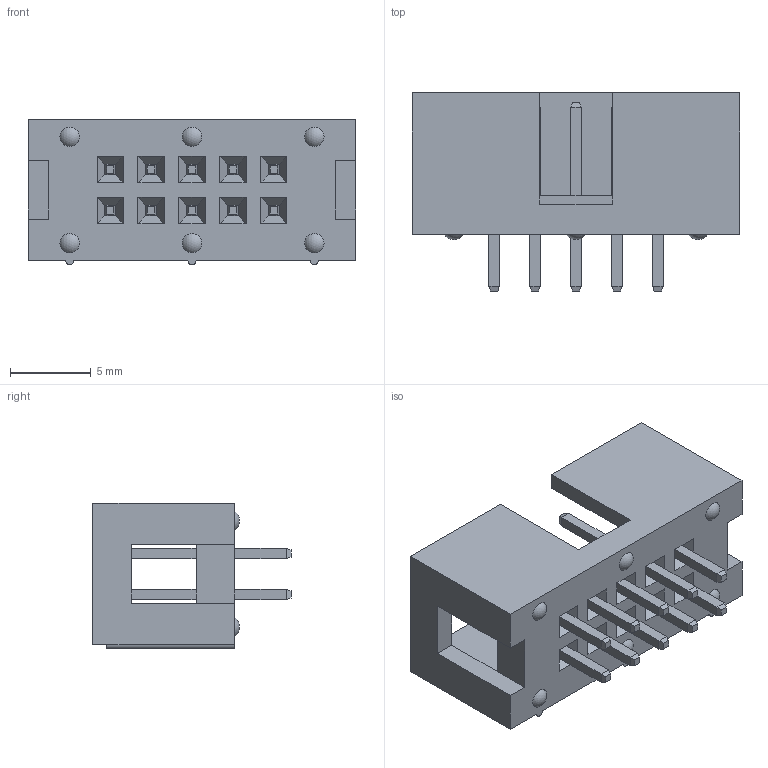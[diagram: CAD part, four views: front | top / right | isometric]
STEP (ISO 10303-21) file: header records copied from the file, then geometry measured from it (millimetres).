
FILE_DESCRIPTION(/* description */ (''),/* implementation_level */ '2;1');
FILE_NAME(/* name */ '137-10-1-xx.stp',/* time_stamp */ '2017-10-06T10:51:34+02:00',/* author */ ('andreas.larin'),/* organization */ (''),/* preprocessor_version */ 'ST-DEVELOPER v15.6',/* originating_system */ 'Autodesk Inventor 2015',/* authorisation */ '');
FILE_SCHEMA (('AUTOMOTIVE_DESIGN { 1 0 10303 214 3 1 1 }'));
Length unit declared in the file: millimetre
Products named in the file (1): 137-10-1-xx
Bounding box: 20.32 x 12.3 x 9 mm (x, y, z)
Volume: 742.8 mm3; surface area: 1399.6 mm2
Topology: 1 solids, 1 shells, 256 faces, 578 edges, 346 vertices
Faces by surface type: plane 247, sphere 6, cylinder 3
Entity records: 6882 total; most frequent: CARTESIAN_POINT 1181, ORIENTED_EDGE 1156, DIRECTION 1104, EDGE_CURVE 578, LINE 566, VECTOR 566, VERTEX_POINT 346, EDGE_LOOP 282
